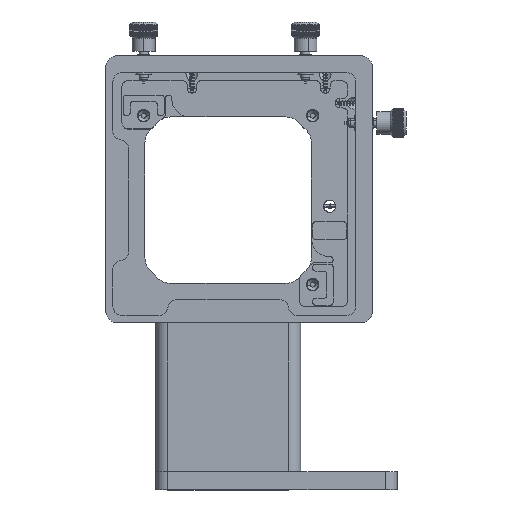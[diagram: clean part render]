
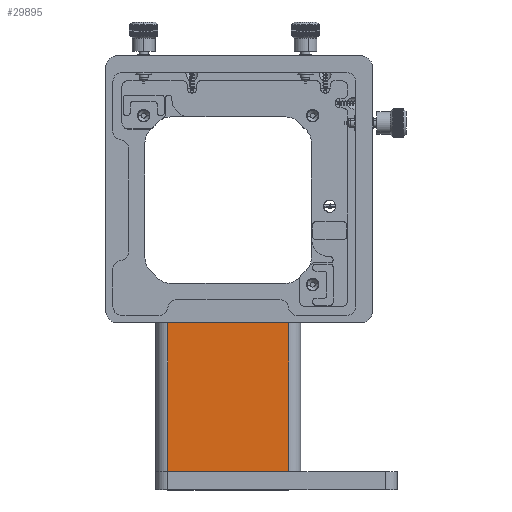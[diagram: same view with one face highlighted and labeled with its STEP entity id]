
A CAD part, top view. The second image highlights one B-rep face of the part: STEP entity #29895.
In plain terms, the highlighted face is planar.
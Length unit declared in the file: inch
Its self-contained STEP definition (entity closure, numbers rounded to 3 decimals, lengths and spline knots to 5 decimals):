
#702 = CARTESIAN_POINT ( 'NONE',  ( 1.25, -3.0862, -0.415 ) ) ;
#805 = LINE ( 'NONE', #24732, #28124 ) ;
#1655 = DIRECTION ( 'NONE',  ( -1., 0., 0. ) ) ;
#2762 = CARTESIAN_POINT ( 'NONE',  ( 1.25, 0., -0.415 ) ) ;
#3387 = VERTEX_POINT ( 'NONE', #24859 ) ;
#3848 = CARTESIAN_POINT ( 'NONE',  ( -1.25, -3.0862, -0.415 ) ) ;
#6026 = ORIENTED_EDGE ( 'NONE', *, *, #27289, .F. ) ;
#6803 = DIRECTION ( 'NONE',  ( 0., -1., 0. ) ) ;
#8157 = AXIS2_PLACEMENT_3D ( 'NONE', #24405, #34184, #27689 ) ;
#9986 = VERTEX_POINT ( 'NONE', #2762 ) ;
#10380 = LINE ( 'NONE', #3848, #32138 ) ;
#11555 = DIRECTION ( 'NONE',  ( -1., 0., 0. ) ) ;
#12399 = CARTESIAN_POINT ( 'NONE',  ( 1.5, -3.0862, -0.415 ) ) ;
#14422 = FACE_OUTER_BOUND ( 'NONE', #35326, .T. ) ;
#19836 = VECTOR ( 'NONE', #6803, 39.37008 ) ;
#20382 = DIRECTION ( 'NONE',  ( 0., 1., 0. ) ) ;
#20512 = PLANE ( 'NONE',  #8157 ) ;
#21535 = ORIENTED_EDGE ( 'NONE', *, *, #37940, .T. ) ;
#22494 = ORIENTED_EDGE ( 'NONE', *, *, #28397, .T. ) ;
#24405 = CARTESIAN_POINT ( 'NONE',  ( 1.5, -3.0862, -0.415 ) ) ;
#24732 = CARTESIAN_POINT ( 'NONE',  ( 1.5, 0., -0.415 ) ) ;
#24859 = CARTESIAN_POINT ( 'NONE',  ( -1.25, 0., -0.415 ) ) ;
#26178 = VERTEX_POINT ( 'NONE', #38958 ) ;
#27289 = EDGE_CURVE ( 'NONE', #9986, #3387, #805, .T. ) ;
#27689 = DIRECTION ( 'NONE',  ( -1., 0., 0. ) ) ;
#28124 = VECTOR ( 'NONE', #1655, 39.37008 ) ;
#28397 = EDGE_CURVE ( 'NONE', #9986, #26178, #34179, .T. ) ;
#29273 = VECTOR ( 'NONE', #11555, 39.37008 ) ;
#29895 = ADVANCED_FACE ( 'NONE', ( #14422 ), #20512, .T. ) ;
#32138 = VECTOR ( 'NONE', #20382, 39.37008 ) ;
#34179 = LINE ( 'NONE', #702, #19836 ) ;
#34184 = DIRECTION ( 'NONE',  ( 0., 0., -1. ) ) ;
#34690 = ORIENTED_EDGE ( 'NONE', *, *, #38749, .T. ) ;
#35326 = EDGE_LOOP ( 'NONE', ( #6026, #22494, #21535, #34690 ) ) ;
#35392 = VERTEX_POINT ( 'NONE', #41626 ) ;
#37940 = EDGE_CURVE ( 'NONE', #26178, #35392, #41297, .T. ) ;
#38749 = EDGE_CURVE ( 'NONE', #35392, #3387, #10380, .T. ) ;
#38958 = CARTESIAN_POINT ( 'NONE',  ( 1.25, -3.0862, -0.415 ) ) ;
#41297 = LINE ( 'NONE', #12399, #29273 ) ;
#41626 = CARTESIAN_POINT ( 'NONE',  ( -1.25, -3.0862, -0.415 ) ) ;
